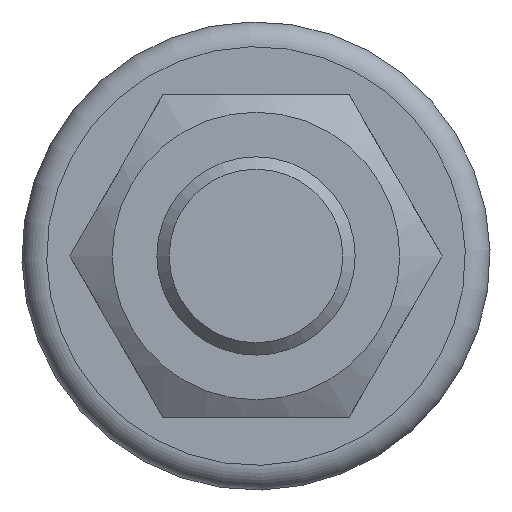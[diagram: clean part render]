
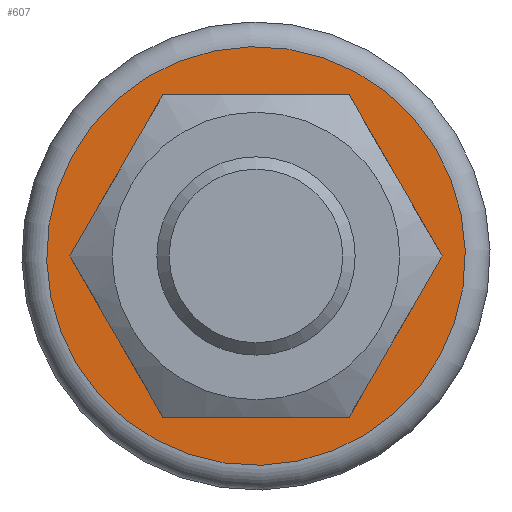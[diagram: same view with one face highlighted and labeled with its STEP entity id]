
A CAD part, front view. The second image highlights one B-rep face of the part: STEP entity #607.
In plain terms, the highlighted planar face has unit normal (0, -1, 0).
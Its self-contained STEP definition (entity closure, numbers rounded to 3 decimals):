
#104=FACE_BOUND('',#172,.T.);
#133=FACE_OUTER_BOUND('',#171,.T.);
#171=EDGE_LOOP('',(#499,#500));
#172=EDGE_LOOP('',(#501));
#200=CIRCLE('',#682,6.);
#206=CIRCLE('',#689,8.443);
#207=CIRCLE('',#690,8.443);
#260=VERTEX_POINT('',#1052);
#266=VERTEX_POINT('',#1065);
#267=VERTEX_POINT('',#1067);
#340=EDGE_CURVE('',#260,#260,#200,.T.);
#347=EDGE_CURVE('',#266,#267,#206,.T.);
#348=EDGE_CURVE('',#267,#266,#207,.T.);
#499=ORIENTED_EDGE('',*,*,#348,.F.);
#500=ORIENTED_EDGE('',*,*,#347,.F.);
#501=ORIENTED_EDGE('',*,*,#340,.T.);
#545=PLANE('',#692);
#607=ADVANCED_FACE('',(#133,#104),#545,.T.);
#682=AXIS2_PLACEMENT_3D('',#1053,#819,#820);
#689=AXIS2_PLACEMENT_3D('',#1068,#834,#835);
#690=AXIS2_PLACEMENT_3D('',#1069,#836,#837);
#692=AXIS2_PLACEMENT_3D('',#1071,#840,#841);
#819=DIRECTION('center_axis',(0.,1.,0.));
#820=DIRECTION('ref_axis',(0.853,0.,0.522));
#834=DIRECTION('center_axis',(0.,1.,0.));
#835=DIRECTION('ref_axis',(0.853,0.,0.522));
#836=DIRECTION('center_axis',(0.,1.,0.));
#837=DIRECTION('ref_axis',(0.853,0.,0.522));
#840=DIRECTION('center_axis',(0.,-1.,0.));
#841=DIRECTION('ref_axis',(-0.522,0.,0.853));
#1052=CARTESIAN_POINT('',(-2.265,-14.251,5.418));
#1053=CARTESIAN_POINT('Origin',(2.851,-14.251,8.552));
#1065=CARTESIAN_POINT('',(-1.559,-14.251,15.751));
#1067=CARTESIAN_POINT('',(-4.348,-14.251,4.142));
#1068=CARTESIAN_POINT('Origin',(2.851,-14.251,8.552));
#1069=CARTESIAN_POINT('Origin',(2.851,-14.251,8.552));
#1071=CARTESIAN_POINT('Origin',(-1.199,-14.251,6.071));
